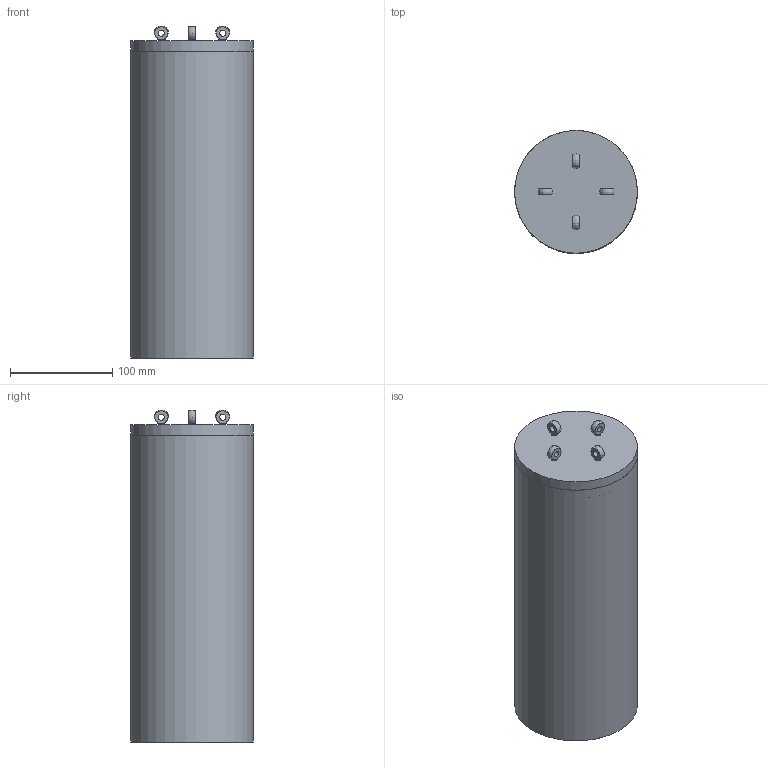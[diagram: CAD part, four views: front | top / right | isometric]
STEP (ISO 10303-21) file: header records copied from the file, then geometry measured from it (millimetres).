
FILE_DESCRIPTION(/* description */ ('Unknown'),/* implementation_level */ '2;1');
FILE_NAME(/* name */ 'Container Assembly',/* time_stamp */ '2019-01-23T12:11:23-06:00',/* author */ ('Unknown'),/* organization */ ('Unknown'),/* preprocessor_version */ 'ST-DEVELOPER v16.7',/* originating_system */ 'DEX',/* authorisation */ $);
FILE_SCHEMA (('AUTOMOTIVE_DESIGN {1 0 10303 214 3 1 1}'));
Length unit declared in the file: millimetre
Products named in the file (30): Container Assembly; Container Top; Container Shell; Wooden Dowel M3; M6 EyeBolt; CANSAT_CHASSIS; m3_all_thread; hardware_plate; FIN_LEVER; BALL_PIN; FIN; SERVO_ASSM; NANO_SERVO_HS-40; SERVO_ARM; HARDWARE_BOTTOM_PLATE_V2; 2018-cssf-300_asm; 2018-CSSF-301; 57155K337_STAINLESS_STEEL_BALL_; 2018-CSSF-303_TOP; 2018-CSSF-302; 2018-CSSF-303; ROTOR1_WING; ROTOR2_WING; 2018-CSSF-306; Lip1; 3.2mm screw; PCB_BOX_ASSM; PCB_CASE_BACK; PCB; PCB_CASE_FRONT
Assembly tree (51 placements, depth 4):
  Container Assembly
    Container Top
    Container Shell
    Wooden Dowel M3  x2
    M6 EyeBolt  x4
    CANSAT_CHASSIS
      m3_all_thread  x3
      hardware_plate
      FIN_LEVER  x2
      BALL_PIN  x4
      FIN  x2
      SERVO_ASSM
        NANO_SERVO_HS-40
        SERVO_ARM
      HARDWARE_BOTTOM_PLATE_V2
      2018-cssf-300_asm
        2018-CSSF-301
        57155K337_STAINLESS_STEEL_BALL_  x4
        2018-CSSF-303_TOP
        2018-CSSF-302
        2018-CSSF-303
        ROTOR1_WING  x2
        ROTOR2_WING  x2
        2018-CSSF-306  x4
        Lip1  x2
        3.2mm screw  x3
      PCB_BOX_ASSM
        PCB_CASE_BACK
        PCB
        PCB_CASE_FRONT
Bounding box: 120 x 120 x 324.48 mm (x, y, z)
Volume: 562813.1 mm3; surface area: 424666.4 mm2
Topology: 91 solids, 95 shells, 714 faces, 1857 edges, 1280 vertices
Faces by surface type: plane 345, cylinder 236, sphere 52, bspline 44, cone 21, torus 16
Full cylindrical faces by diameter (mm): 1.587 x16, 2 x8, 2.032 x2, 3 x11, 3.175 x16, 3.2 x7, 3.6 x10, 4 x3, 5.436 x1, 6 x48, 6.096 x1, 6.1 x1, 6.35 x6, 7.391 x16, 7.899 x16, 7.938 x1, 12.7 x8, 13.894 x4, 114 x1, 118 x2, 120 x2
Entity records: 13065 total; most frequent: CARTESIAN_POINT 3514, DIRECTION 1779, ORIENTED_EDGE 1558, EDGE_CURVE 779, AXIS2_PLACEMENT_3D 667, VERTEX_POINT 592, FACE_BOUND 585, EDGE_LOOP 574
